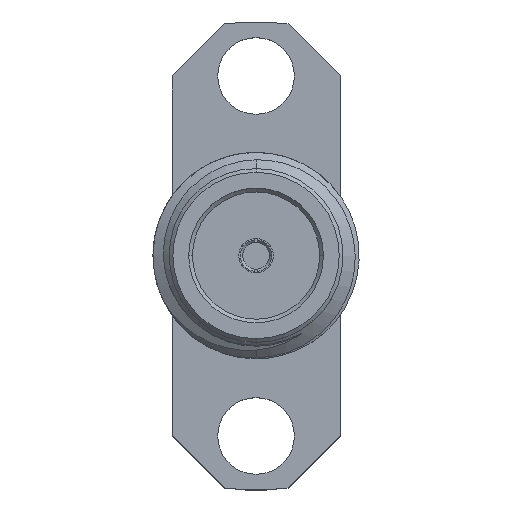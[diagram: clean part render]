
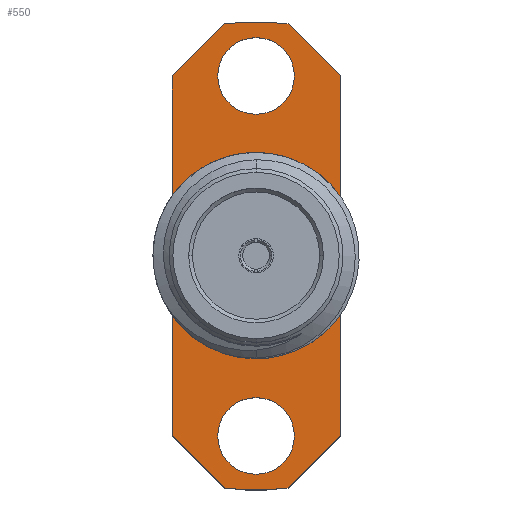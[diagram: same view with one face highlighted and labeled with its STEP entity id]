
A CAD part, top view. The second image highlights one B-rep face of the part: STEP entity #550.
In plain terms, the highlighted planar face has unit normal (0, 0, 1).
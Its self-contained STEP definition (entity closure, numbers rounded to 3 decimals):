
#25 = VECTOR ( 'NONE', #48, 1000. ) ;
#48 = DIRECTION ( 'NONE',  ( -0.707, 0.707, 0. ) ) ;
#59 = ORIENTED_EDGE ( 'NONE', *, *, #4417, .F. ) ;
#131 = CARTESIAN_POINT ( 'NONE',  ( 0., 0., 0. ) ) ;
#143 = CIRCLE ( 'NONE', #1122, 2.675 ) ;
#148 = DIRECTION ( 'NONE',  ( 0., 0., 1. ) ) ;
#193 = CIRCLE ( 'NONE', #325, 7.95 ) ;
#249 = EDGE_LOOP ( 'NONE', ( #827, #562 ) ) ;
#279 = EDGE_CURVE ( 'NONE', #2893, #437, #2014, .T. ) ;
#325 = AXIS2_PLACEMENT_3D ( 'NONE', #131, #4265, #2757 ) ;
#339 = CARTESIAN_POINT ( 'NONE',  ( 1.3, -6.11, 0. ) ) ;
#340 = DIRECTION ( 'NONE',  ( -0.707, -0.707, 0. ) ) ;
#363 = FACE_BOUND ( 'NONE', #249, .T. ) ;
#378 = VECTOR ( 'NONE', #340, 1000. ) ;
#437 = VERTEX_POINT ( 'NONE', #3295 ) ;
#490 = DIRECTION ( 'NONE',  ( 0.707, 0.707, 0. ) ) ;
#550 = ADVANCED_FACE ( 'NONE', ( #1021, #363, #1891, #1143 ), #1890, .T. ) ;
#553 = CARTESIAN_POINT ( 'NONE',  ( 1.084, 7.876, 0. ) ) ;
#562 = ORIENTED_EDGE ( 'NONE', *, *, #1107, .F. ) ;
#578 = EDGE_LOOP ( 'NONE', ( #4596, #3297 ) ) ;
#595 = ORIENTED_EDGE ( 'NONE', *, *, #639, .T. ) ;
#602 = DIRECTION ( 'NONE',  ( 0., 0., 1. ) ) ;
#628 = VECTOR ( 'NONE', #2629, 1000. ) ;
#639 = EDGE_CURVE ( 'NONE', #2893, #3493, #193, .T. ) ;
#653 = ORIENTED_EDGE ( 'NONE', *, *, #2824, .T. ) ;
#767 = EDGE_CURVE ( 'NONE', #2546, #4531, #3108, .T. ) ;
#813 = AXIS2_PLACEMENT_3D ( 'NONE', #978, #602, #3203 ) ;
#827 = ORIENTED_EDGE ( 'NONE', *, *, #767, .F. ) ;
#877 = CARTESIAN_POINT ( 'NONE',  ( 0., -6.11, 0. ) ) ;
#949 = CARTESIAN_POINT ( 'NONE',  ( -1.084, -7.876, 0. ) ) ;
#978 = CARTESIAN_POINT ( 'NONE',  ( 0., 6.11, 0. ) ) ;
#1021 = FACE_BOUND ( 'NONE', #1671, .T. ) ;
#1047 = CARTESIAN_POINT ( 'NONE',  ( 0., 0., 0. ) ) ;
#1081 = CIRCLE ( 'NONE', #2367, 2.675 ) ;
#1107 = EDGE_CURVE ( 'NONE', #4531, #2546, #3917, .T. ) ;
#1122 = AXIS2_PLACEMENT_3D ( 'NONE', #4573, #3797, #2701 ) ;
#1137 = CARTESIAN_POINT ( 'NONE',  ( -2.85, -7.422, 0. ) ) ;
#1143 = FACE_OUTER_BOUND ( 'NONE', #1813, .T. ) ;
#1157 = CARTESIAN_POINT ( 'NONE',  ( -2.85, -6.11, 0. ) ) ;
#1169 = CIRCLE ( 'NONE', #3503, 1.3 ) ;
#1178 = CARTESIAN_POINT ( 'NONE',  ( 0., 0., 0. ) ) ;
#1205 = DIRECTION ( 'NONE',  ( 0., 0., 1. ) ) ;
#1221 = LINE ( 'NONE', #4821, #628 ) ;
#1303 = EDGE_CURVE ( 'NONE', #2938, #3409, #3882, .T. ) ;
#1312 = CARTESIAN_POINT ( 'NONE',  ( 2.85, -7.422, 0. ) ) ;
#1402 = CARTESIAN_POINT ( 'NONE',  ( 0., 6.11, 0. ) ) ;
#1533 = EDGE_CURVE ( 'NONE', #4058, #2476, #1849, .T. ) ;
#1648 = EDGE_CURVE ( 'NONE', #4584, #2259, #1221, .T. ) ;
#1656 = CARTESIAN_POINT ( 'NONE',  ( -1.3, -6.11, 0. ) ) ;
#1671 = EDGE_LOOP ( 'NONE', ( #59, #4357 ) ) ;
#1813 = EDGE_LOOP ( 'NONE', ( #2729, #3122, #595, #2549, #653, #3578, #3368, #3249 ) ) ;
#1825 = DIRECTION ( 'NONE',  ( 0., -1., 0. ) ) ;
#1849 = LINE ( 'NONE', #2171, #378 ) ;
#1890 = PLANE ( 'NONE',  #2827 ) ;
#1891 = FACE_BOUND ( 'NONE', #578, .T. ) ;
#1936 = EDGE_CURVE ( 'NONE', #4584, #4058, #3636, .T. ) ;
#1954 = LINE ( 'NONE', #1137, #4281 ) ;
#1974 = DIRECTION ( 'NONE',  ( 0., 0., 1. ) ) ;
#2014 = LINE ( 'NONE', #1157, #25 ) ;
#2171 = CARTESIAN_POINT ( 'NONE',  ( -2.85, 6.11, 0. ) ) ;
#2236 = CARTESIAN_POINT ( 'NONE',  ( 0., 0., 0. ) ) ;
#2259 = VERTEX_POINT ( 'NONE', #2276 ) ;
#2276 = CARTESIAN_POINT ( 'NONE',  ( 2.85, 6.11, 0. ) ) ;
#2296 = DIRECTION ( 'NONE',  ( 1., 0., 0. ) ) ;
#2353 = CARTESIAN_POINT ( 'NONE',  ( 1.084, -7.876, 0. ) ) ;
#2367 = AXIS2_PLACEMENT_3D ( 'NONE', #1047, #4423, #1825 ) ;
#2476 = VERTEX_POINT ( 'NONE', #3925 ) ;
#2546 = VERTEX_POINT ( 'NONE', #339 ) ;
#2549 = ORIENTED_EDGE ( 'NONE', *, *, #4773, .T. ) ;
#2607 = DIRECTION ( 'NONE',  ( 1., 0., 0. ) ) ;
#2629 = DIRECTION ( 'NONE',  ( 0.707, -0.707, 0. ) ) ;
#2701 = DIRECTION ( 'NONE',  ( 0., -1., 0. ) ) ;
#2725 = CARTESIAN_POINT ( 'NONE',  ( 2.85, -6.11, 0. ) ) ;
#2729 = ORIENTED_EDGE ( 'NONE', *, *, #2759, .T. ) ;
#2755 = CARTESIAN_POINT ( 'NONE',  ( -1.084, 7.876, 0. ) ) ;
#2757 = DIRECTION ( 'NONE',  ( 1., 0., 0. ) ) ;
#2759 = EDGE_CURVE ( 'NONE', #2476, #437, #1954, .T. ) ;
#2824 = EDGE_CURVE ( 'NONE', #4698, #2259, #4043, .T. ) ;
#2827 = AXIS2_PLACEMENT_3D ( 'NONE', #1178, #1205, #2296 ) ;
#2893 = VERTEX_POINT ( 'NONE', #949 ) ;
#2905 = DIRECTION ( 'NONE',  ( 0., 0., 1. ) ) ;
#2928 = VECTOR ( 'NONE', #3508, 1000. ) ;
#2938 = VERTEX_POINT ( 'NONE', #4711 ) ;
#3080 = CARTESIAN_POINT ( 'NONE',  ( 0., 2.675, 0. ) ) ;
#3090 = CARTESIAN_POINT ( 'NONE',  ( 1.3, 6.11, 0. ) ) ;
#3095 = CARTESIAN_POINT ( 'NONE',  ( 2.85, -6.11, 0. ) ) ;
#3108 = CIRCLE ( 'NONE', #3389, 1.3 ) ;
#3122 = ORIENTED_EDGE ( 'NONE', *, *, #279, .F. ) ;
#3125 = DIRECTION ( 'NONE',  ( 1., 0., 0. ) ) ;
#3203 = DIRECTION ( 'NONE',  ( 1., 0., 0. ) ) ;
#3229 = LINE ( 'NONE', #2725, #4276 ) ;
#3249 = ORIENTED_EDGE ( 'NONE', *, *, #1533, .T. ) ;
#3295 = CARTESIAN_POINT ( 'NONE',  ( -2.85, -6.11, 0. ) ) ;
#3297 = ORIENTED_EDGE ( 'NONE', *, *, #1303, .F. ) ;
#3368 = ORIENTED_EDGE ( 'NONE', *, *, #1936, .T. ) ;
#3389 = AXIS2_PLACEMENT_3D ( 'NONE', #877, #148, #3125 ) ;
#3409 = VERTEX_POINT ( 'NONE', #3090 ) ;
#3493 = VERTEX_POINT ( 'NONE', #2353 ) ;
#3503 = AXIS2_PLACEMENT_3D ( 'NONE', #1402, #2905, #4705 ) ;
#3508 = DIRECTION ( 'NONE',  ( 0., 1., 0. ) ) ;
#3578 = ORIENTED_EDGE ( 'NONE', *, *, #1648, .F. ) ;
#3636 = CIRCLE ( 'NONE', #3717, 7.95 ) ;
#3639 = VERTEX_POINT ( 'NONE', #4735 ) ;
#3717 = AXIS2_PLACEMENT_3D ( 'NONE', #2236, #3724, #2607 ) ;
#3724 = DIRECTION ( 'NONE',  ( 0., 0., 1. ) ) ;
#3759 = EDGE_CURVE ( 'NONE', #3409, #2938, #1169, .T. ) ;
#3785 = CARTESIAN_POINT ( 'NONE',  ( 0., -6.11, 0. ) ) ;
#3797 = DIRECTION ( 'NONE',  ( 0., 0., 1. ) ) ;
#3818 = VERTEX_POINT ( 'NONE', #3080 ) ;
#3882 = CIRCLE ( 'NONE', #813, 1.3 ) ;
#3894 = AXIS2_PLACEMENT_3D ( 'NONE', #3785, #1974, #4179 ) ;
#3917 = CIRCLE ( 'NONE', #3894, 1.3 ) ;
#3925 = CARTESIAN_POINT ( 'NONE',  ( -2.85, 6.11, 0. ) ) ;
#4043 = LINE ( 'NONE', #1312, #2928 ) ;
#4058 = VERTEX_POINT ( 'NONE', #2755 ) ;
#4179 = DIRECTION ( 'NONE',  ( 1., 0., 0. ) ) ;
#4256 = EDGE_CURVE ( 'NONE', #3818, #3639, #1081, .T. ) ;
#4265 = DIRECTION ( 'NONE',  ( 0., 0., 1. ) ) ;
#4276 = VECTOR ( 'NONE', #490, 1000. ) ;
#4281 = VECTOR ( 'NONE', #4497, 1000. ) ;
#4357 = ORIENTED_EDGE ( 'NONE', *, *, #4256, .F. ) ;
#4417 = EDGE_CURVE ( 'NONE', #3639, #3818, #143, .T. ) ;
#4423 = DIRECTION ( 'NONE',  ( 0., 0., 1. ) ) ;
#4497 = DIRECTION ( 'NONE',  ( 0., -1., 0. ) ) ;
#4531 = VERTEX_POINT ( 'NONE', #1656 ) ;
#4573 = CARTESIAN_POINT ( 'NONE',  ( 0., 0., 0. ) ) ;
#4584 = VERTEX_POINT ( 'NONE', #553 ) ;
#4596 = ORIENTED_EDGE ( 'NONE', *, *, #3759, .F. ) ;
#4698 = VERTEX_POINT ( 'NONE', #3095 ) ;
#4705 = DIRECTION ( 'NONE',  ( 1., 0., 0. ) ) ;
#4711 = CARTESIAN_POINT ( 'NONE',  ( -1.3, 6.11, 0. ) ) ;
#4735 = CARTESIAN_POINT ( 'NONE',  ( 0., -2.675, 0. ) ) ;
#4773 = EDGE_CURVE ( 'NONE', #3493, #4698, #3229, .T. ) ;
#4821 = CARTESIAN_POINT ( 'NONE',  ( 2.85, 6.11, 0. ) ) ;
